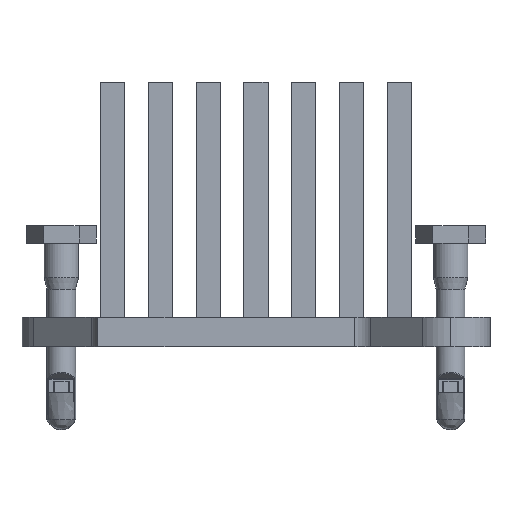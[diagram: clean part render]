
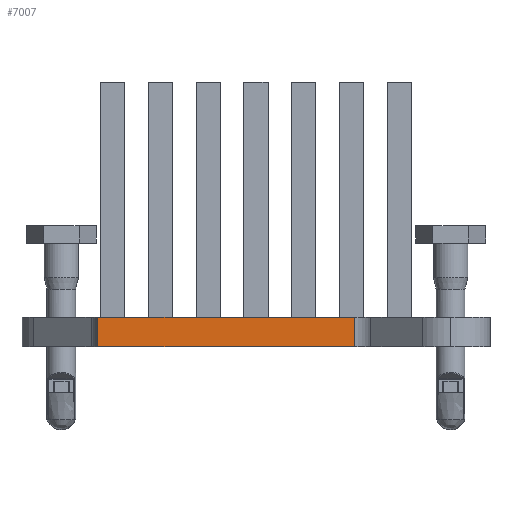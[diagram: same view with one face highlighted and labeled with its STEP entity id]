
A CAD part, left-side view. The second image highlights one B-rep face of the part: STEP entity #7007.
In plain terms, the highlighted planar face has unit normal (-1, 0, 0).
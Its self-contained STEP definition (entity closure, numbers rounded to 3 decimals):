
#6628 = VERTEX_POINT('',#6629);
#6629 = CARTESIAN_POINT('',(-14.25,13.75,2.54));
#6637 = EDGE_CURVE('',#6638,#6628,#6640,.T.);
#6638 = VERTEX_POINT('',#6639);
#6639 = CARTESIAN_POINT('',(-14.25,-8.572,2.54));
#6640 = LINE('',#6641,#6642);
#6641 = CARTESIAN_POINT('',(-14.25,-22.5,2.54));
#6642 = VECTOR('',#6643,1.);
#6643 = DIRECTION('',(0.,1.,0.));
#7007 = ADVANCED_FACE('',(#7008),#7033,.T.);
#7008 = FACE_BOUND('',#7009,.T.);
#7009 = EDGE_LOOP('',(#7010,#7020,#7026,#7027));
#7010 = ORIENTED_EDGE('',*,*,#7011,.T.);
#7011 = EDGE_CURVE('',#7012,#7014,#7016,.T.);
#7012 = VERTEX_POINT('',#7013);
#7013 = CARTESIAN_POINT('',(-14.25,13.75,0.));
#7014 = VERTEX_POINT('',#7015);
#7015 = CARTESIAN_POINT('',(-14.25,-8.572,0.)
  );
#7016 = LINE('',#7017,#7018);
#7017 = CARTESIAN_POINT('',(-14.25,13.75,0.));
#7018 = VECTOR('',#7019,1.);
#7019 = DIRECTION('',(0.,-1.,0.));
#7020 = ORIENTED_EDGE('',*,*,#7021,.T.);
#7021 = EDGE_CURVE('',#7014,#6638,#7022,.T.);
#7022 = LINE('',#7023,#7024);
#7023 = CARTESIAN_POINT('',(-14.25,-8.572,2.54));
#7024 = VECTOR('',#7025,1.);
#7025 = DIRECTION('',(0.,0.,1.));
#7026 = ORIENTED_EDGE('',*,*,#6637,.T.);
#7027 = ORIENTED_EDGE('',*,*,#7028,.F.);
#7028 = EDGE_CURVE('',#7012,#6628,#7029,.T.);
#7029 = LINE('',#7030,#7031);
#7030 = CARTESIAN_POINT('',(-14.25,13.75,0.));
#7031 = VECTOR('',#7032,1.);
#7032 = DIRECTION('',(0.,0.,1.));
#7033 = PLANE('',#7034);
#7034 = AXIS2_PLACEMENT_3D('',#7035,#7036,#7037);
#7035 = CARTESIAN_POINT('',(-14.25,13.75,0.));
#7036 = DIRECTION('',(-1.,0.,0.));
#7037 = DIRECTION('',(0.,-1.,0.));
